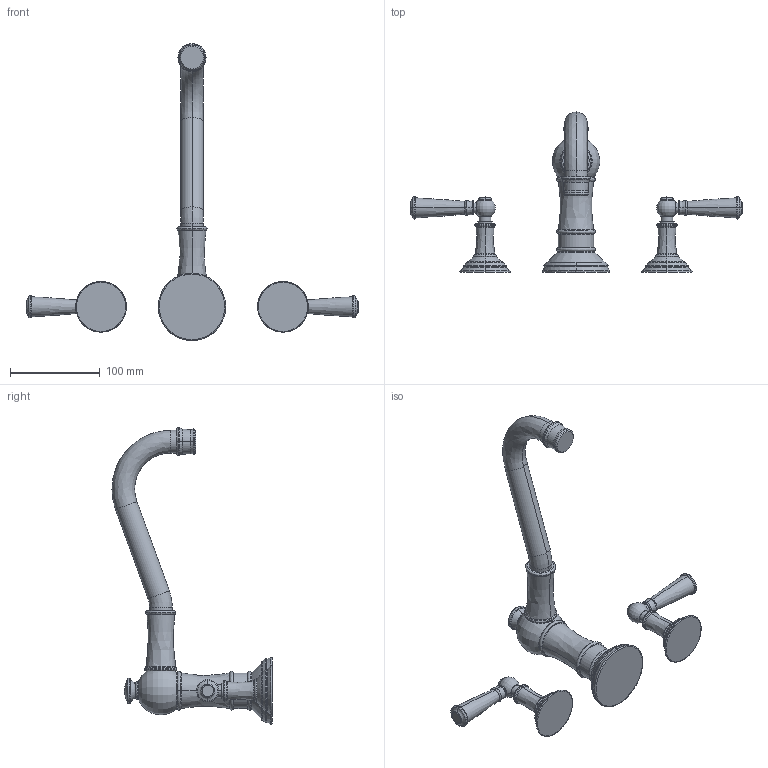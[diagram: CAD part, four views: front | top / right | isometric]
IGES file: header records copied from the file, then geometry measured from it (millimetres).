
Start section:  PTC IGES file: 3-2476.igs
Global section: file name: 3-2476.igs; native system: Creo Parametric by PTC Inc.; preprocessor: 2018400; author: jinson.thomas; organization: Unknown; date: 20210312.145823; units: inch
Bounding box: 370.84 x 178.85 x 331.62 mm (x, y, z)
Volume: 557765 mm3; surface area: 87300.4 mm2
Topology: 3 solids, 3 shells, 251 faces, 507 edges, 277 vertices
Faces by surface type: revolution 224, bspline 27
